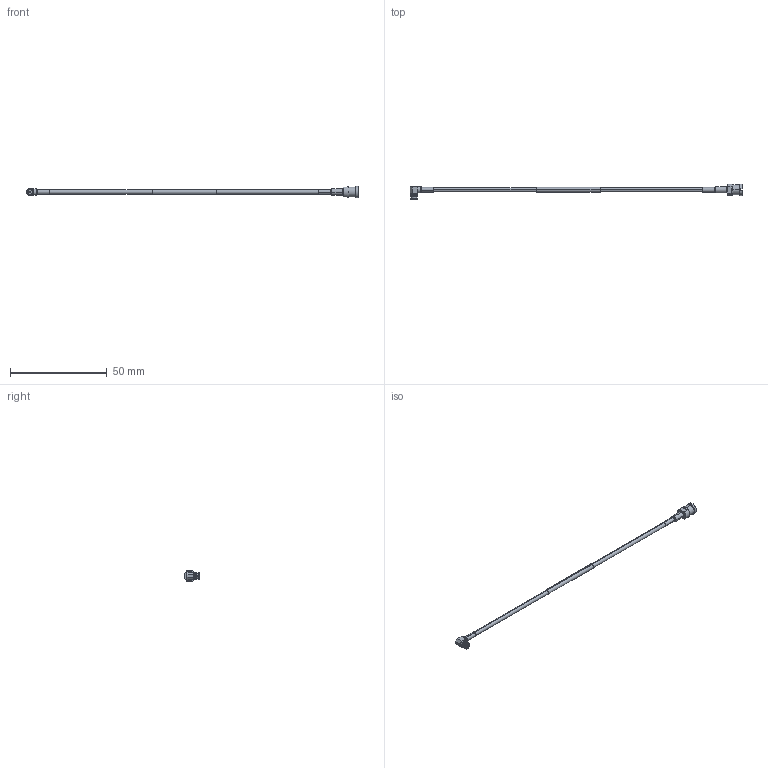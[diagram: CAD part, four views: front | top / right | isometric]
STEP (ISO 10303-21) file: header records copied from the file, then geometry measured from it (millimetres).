
FILE_DESCRIPTION (( 'STEP AP214' ), '1' );
FILE_NAME ('FMC00706_3D.step', '2023-02-23T03:01:19', ( '' ), ( '' ), 'SwSTEP 2.0', 'SolidWorks 2022', '' );
FILE_SCHEMA (( 'AUTOMOTIVE_DESIGN' ));
Length unit declared in the file: inch
Products named in the file (6): heat shrink conn 2^FMC00706_conn 1; SC5233; SC5161^FMC00706; heat shrink conn 1^FMC00706_conn 1; FMC00706_3D; FM-SR086TB^FMC00706
Assembly tree (5 placements, depth 2):
  FMC00706_3D
    FM-SR086TB^FMC00706
    SC5233
    heat shrink conn 1^FMC00706_conn 1
    SC5161^FMC00706
    heat shrink conn 2^FMC00706_conn 1
Bounding box: 171.55 x 8.26 x 5.97 mm (x, y, z)
Volume: 876.8 mm3; surface area: 2449 mm2
Topology: 9 solids, 9 shells, 209 faces, 531 edges, 338 vertices
Faces by surface type: cylinder 81, plane 81, cone 27, torus 18, sphere 2
Entity records: 7086 total; most frequent: CARTESIAN_POINT 1611, DIRECTION 1104, ORIENTED_EDGE 1048, EDGE_CURVE 524, AXIS2_PLACEMENT_3D 450, VERTEX_POINT 335, CIRCLE 233, EDGE_LOOP 227
